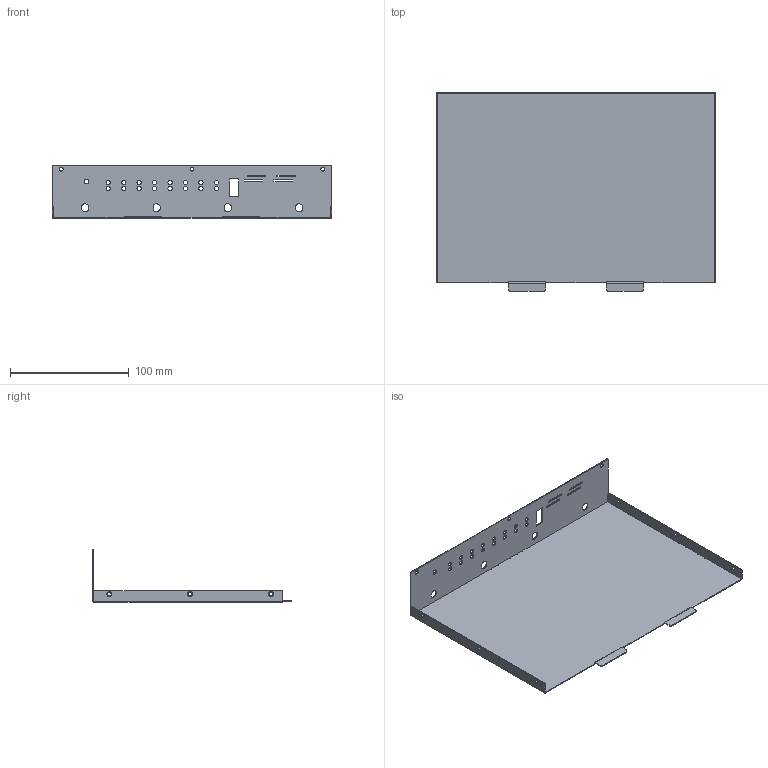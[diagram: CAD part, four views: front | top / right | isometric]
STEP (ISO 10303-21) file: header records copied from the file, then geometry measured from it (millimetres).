
FILE_DESCRIPTION (( 'STEP AP203' ), '1' );
FILE_NAME ('MT621A_TOP_20200805A.STEP', '2020-12-14T22:27:53', ( '' ), ( '' ), 'SwSTEP 2.0', 'SolidWorks 2016', '' );
FILE_SCHEMA (( 'CONFIG_CONTROL_DESIGN' ));
Length unit declared in the file: millimetre
Products named in the file (1): MT621A_TOP_20200805A
Bounding box: 235 x 167.2 x 44.45 mm (x, y, z)
Volume: 40379.2 mm3; surface area: 102212 mm2
Topology: 1 solids, 1 shells, 108 faces, 315 edges, 209 vertices
Faces by surface type: plane 52, cylinder 47, cone 9
Full cylindrical faces by diameter (mm): 3.2 x9, 3.6 x16, 4 x1
Entity records: 3532 total; most frequent: DIRECTION 587, CARTESIAN_POINT 580, ORIENTED_EDGE 536, EDGE_CURVE 268, EDGE_LOOP 213, AXIS2_PLACEMENT_3D 212, VERTEX_POINT 197, VECTOR 163
